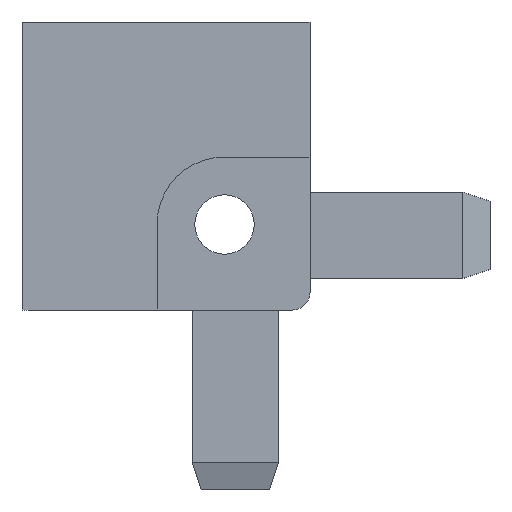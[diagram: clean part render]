
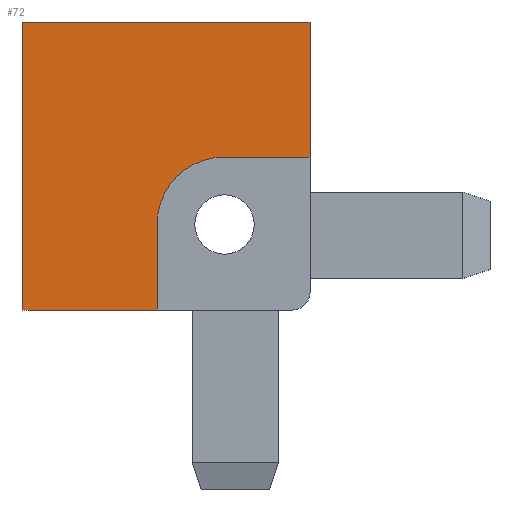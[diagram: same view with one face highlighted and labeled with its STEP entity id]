
A CAD part, front view. The second image highlights one B-rep face of the part: STEP entity #72.
In plain terms, the highlighted planar face has unit normal (0, -1, 0).
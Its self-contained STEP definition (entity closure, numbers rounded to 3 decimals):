
#72=ADVANCED_FACE('',(#165),#166,.F.);
#165=FACE_OUTER_BOUND('',#276,.T.);
#166=PLANE('',#277);
#276=EDGE_LOOP('',(#426,#427,#428,#429,#430,#431,#432,#433));
#277=AXIS2_PLACEMENT_3D('',#434,#435,#436);
#426=ORIENTED_EDGE('',*,*,#692,.F.);
#427=ORIENTED_EDGE('',*,*,#678,.F.);
#428=ORIENTED_EDGE('',*,*,#689,.F.);
#429=ORIENTED_EDGE('',*,*,#685,.F.);
#430=ORIENTED_EDGE('',*,*,#666,.F.);
#431=ORIENTED_EDGE('',*,*,#693,.F.);
#432=ORIENTED_EDGE('',*,*,#655,.F.);
#433=ORIENTED_EDGE('',*,*,#694,.F.);
#434=CARTESIAN_POINT('',(6.5,2.35,6.5));
#435=DIRECTION('',(0.0,1.0,0.0));
#436=DIRECTION('',(1.0,0.0,-0.0));
#655=EDGE_CURVE('',#771,#774,#775,.T.);
#666=EDGE_CURVE('',#792,#794,#795,.T.);
#678=EDGE_CURVE('',#814,#816,#817,.T.);
#685=EDGE_CURVE('',#794,#828,#829,.T.);
#689=EDGE_CURVE('',#828,#814,#834,.T.);
#692=EDGE_CURVE('',#816,#837,#838,.T.);
#693=EDGE_CURVE('',#774,#792,#839,.T.);
#694=EDGE_CURVE('',#837,#771,#840,.T.);
#771=VERTEX_POINT('',#936);
#774=VERTEX_POINT('',#940);
#775=CIRCLE('',#941,7.5);
#792=VERTEX_POINT('',#962);
#794=VERTEX_POINT('',#965);
#795=LINE('',#966,#967);
#814=VERTEX_POINT('',#995);
#816=VERTEX_POINT('',#998);
#817=LINE('',#999,#1000);
#828=VERTEX_POINT('',#1016);
#829=LINE('',#1017,#1018);
#834=LINE('',#1025,#1026);
#837=VERTEX_POINT('',#1030);
#838=LINE('',#1031,#1032);
#839=LINE('',#1033,#1034);
#840=CIRCLE('',#1035,7.5);
#936=CARTESIAN_POINT('',(7.697,2.35,5.303));
#940=CARTESIAN_POINT('',(5.5,2.35,0.));
#941=AXIS2_PLACEMENT_3D('',#1163,#1164,#1165);
#962=CARTESIAN_POINT('',(5.5,2.35,-9.5));
#965=CARTESIAN_POINT('',(-9.5,2.35,-9.5));
#966=CARTESIAN_POINT('',(5.5,2.35,-9.5));
#967=VECTOR('',#1180,15.0);
#995=CARTESIAN_POINT('',(22.5,2.35,22.5));
#998=CARTESIAN_POINT('',(22.5,2.35,7.5));
#999=CARTESIAN_POINT('',(22.5,2.35,22.5));
#1000=VECTOR('',#1191,15.0);
#1016=CARTESIAN_POINT('',(-9.5,2.35,22.5));
#1017=CARTESIAN_POINT('',(-9.5,2.35,-9.5));
#1018=VECTOR('',#1197,32.0);
#1025=CARTESIAN_POINT('',(-9.5,2.35,22.5));
#1026=VECTOR('',#1200,32.0);
#1030=CARTESIAN_POINT('',(13.0,2.35,7.5));
#1031=CARTESIAN_POINT('',(22.5,2.35,7.5));
#1032=VECTOR('',#1202,9.5);
#1033=CARTESIAN_POINT('',(5.5,2.35,0.));
#1034=VECTOR('',#1203,9.5);
#1035=AXIS2_PLACEMENT_3D('',#1204,#1205,#1206);
#1163=CARTESIAN_POINT('',(13.0,2.35,0.));
#1164=DIRECTION('',(0.0,-1.0,0.0));
#1165=DIRECTION('',(-0.707,0.0,0.707));
#1180=DIRECTION('',(-1.0,0.0,0.0));
#1191=DIRECTION('',(0.0,0.0,-1.0));
#1197=DIRECTION('',(0.0,0.0,1.0));
#1200=DIRECTION('',(1.0,0.0,0.0));
#1202=DIRECTION('',(-1.0,0.0,0.0));
#1203=DIRECTION('',(0.0,0.0,-1.0));
#1204=CARTESIAN_POINT('',(13.0,2.35,0.));
#1205=DIRECTION('',(0.0,-1.0,0.0));
#1206=DIRECTION('',(-0.707,0.0,0.707));
